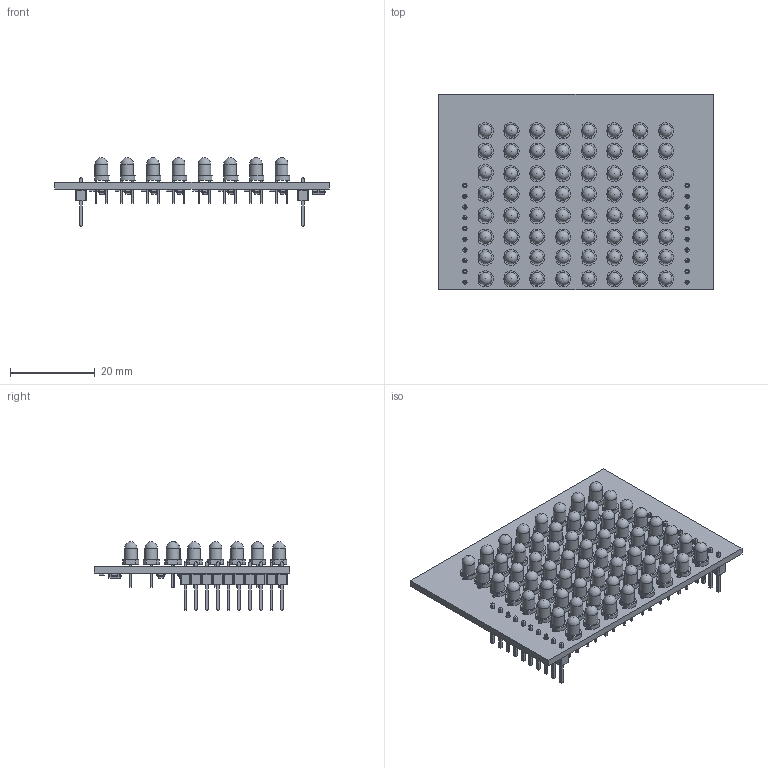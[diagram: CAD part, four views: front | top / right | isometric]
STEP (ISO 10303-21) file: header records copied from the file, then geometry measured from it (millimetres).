
FILE_DESCRIPTION(('KiCad electronic assembly'),'2;1');
FILE_NAME('FirePlaceLedmatrix.step','2021-12-10T10:17:44',('An Author'), ('A Company'),'Open CASCADE STEP processor 6.9', 'KiCad to STEP converter','Unknown');
FILE_SCHEMA(('AUTOMOTIVE_DESIGN { 1 0 10303 214 1 1 1 1 }'));
Length unit declared in the file: millimetre
Products named in the file (10): Open CASCADE STEP translator 6.9 1; LED_D3.0mm; SOLID; SOT-23; R_0805_2012Metric; PinHeader_1x10_P2.54mm_Vertical; COMPOUND
Assembly tree (95 placements, depth 3):
  Open CASCADE STEP translator 6.9 1
    LED_D3.0mm  x64
      SOLID
    SOT-23  x16
      SOLID
    R_0805_2012Metric  x8
      SOLID
    PinHeader_1x10_P2.54mm_Vertical  x2
      SOLID
    COMPOUND
Bounding box: 64.87 x 46.23 x 16.2 mm (x, y, z)
Volume: 7631.6 mm3; surface area: 13607.6 mm2
Topology: 91 solids, 91 shells, 3090 faces, 7420 edges, 4616 vertices
Faces by surface type: plane 2062, cylinder 532, bspline 432, sphere 64
Full cylindrical faces by diameter (mm): 0.9 x128, 1 x20, 3 x64
Entity records: 37757 total; most frequent: CARTESIAN_POINT 7605, DIRECTION 5094, LINE 3215, VECTOR 3215, ORIENTED_EDGE 2656, PCURVE 2656, DEFINITIONAL_REPRESENTATION 2656, EDGE_CURVE 1328
